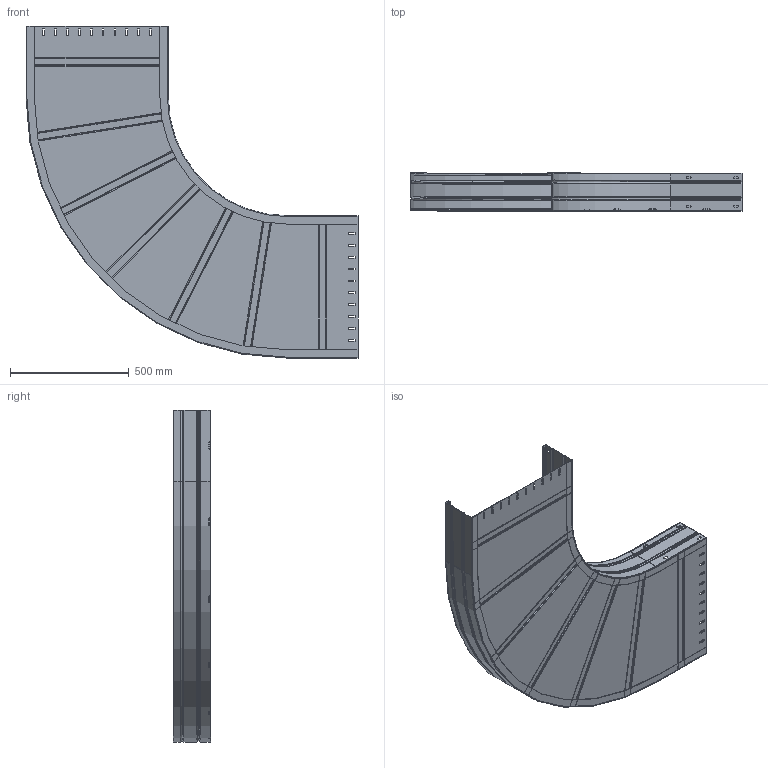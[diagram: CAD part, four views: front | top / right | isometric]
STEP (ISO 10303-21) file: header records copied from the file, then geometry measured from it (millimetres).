
FILE_DESCRIPTION((''),'2;1');
FILE_NAME('6098746_ORG_ASM','2012-12-18T',('AndreasKeweloh'),(''),'PRO/ENGINEER BY PARAMETRIC TECHNOLOGY CORPORATION, 2012230','PRO/ENGINEER BY PARAMETRIC TECHNOLOGY CORPORATION, 2012230','');
FILE_SCHEMA(('CONFIG_CONTROL_DESIGN'));
Length unit declared in the file: millimetre
Products named in the file (5): KTS_06_133-005; KTS_05_013-038; KTS_05_013-039_R_1100; KTS_06_048-005_1-6098746_ASM; 6098746_ORG_ASM
Assembly tree (4 placements, depth 3):
  6098746_ORG_ASM
    KTS_06_048-005_1-6098746_ASM
      KTS_06_133-005
      KTS_05_013-038
      KTS_05_013-039_R_1100
Bounding box: 1400 x 160 x 1400 mm (x, y, z)
Volume: 3331761 mm3; surface area: 3916772.4 mm2
Topology: 3 solids, 3 shells, 626 faces, 1562 edges, 942 vertices
Faces by surface type: cylinder 300, plane 246, bspline 40, torus 40
Entity records: 19722 total; most frequent: CARTESIAN_POINT 4340, DIRECTION 3354, ORIENTED_EDGE 3124, EDGE_CURVE 1562, AXIS2_PLACEMENT_3D 1243, VERTEX_POINT 942, VECTOR 868, LINE 868
